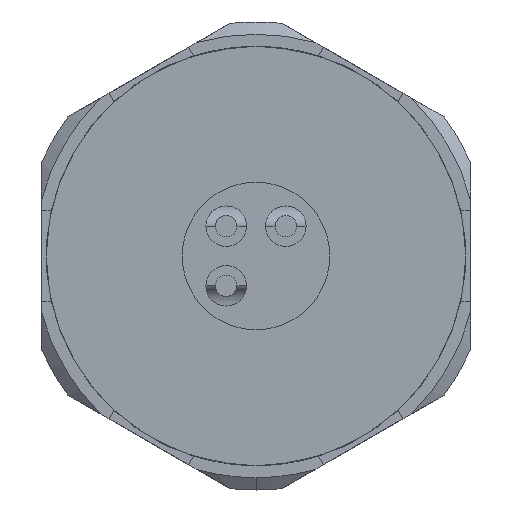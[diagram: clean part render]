
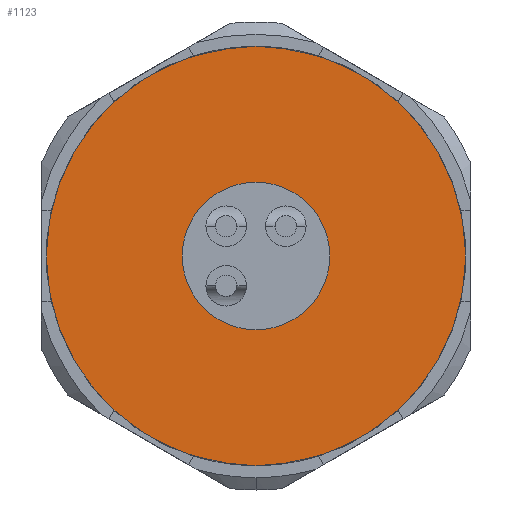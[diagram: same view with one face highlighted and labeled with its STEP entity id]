
A CAD part, left-side view. The second image highlights one B-rep face of the part: STEP entity #1123.
In plain terms, the highlighted planar face has unit normal (-1, 0, 0).
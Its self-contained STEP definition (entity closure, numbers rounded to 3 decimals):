
#280 = ORIENTED_EDGE ( 'NONE', *, *, #695, .T. ) ;
#466 = PLANE ( 'NONE',  #3833 ) ;
#695 = EDGE_CURVE ( 'NONE', #2043, #6746, #4164, .T. ) ;
#1029 = CARTESIAN_POINT ( 'NONE',  ( -5.202, 0., 0. ) ) ;
#1123 = ADVANCED_FACE ( 'NONE', ( #5420, #2695 ), #466, .T. ) ;
#1132 = EDGE_LOOP ( 'NONE', ( #6475, #6504 ) ) ;
#1710 = DIRECTION ( 'NONE',  ( 0., 0., 1. ) ) ;
#1781 = CARTESIAN_POINT ( 'NONE',  ( -5.202, 0., 0. ) ) ;
#2007 = DIRECTION ( 'NONE',  ( 0., 0., 1. ) ) ;
#2043 = VERTEX_POINT ( 'NONE', #7030 ) ;
#2403 = AXIS2_PLACEMENT_3D ( 'NONE', #7349, #7367, #7378 ) ;
#2465 = DIRECTION ( 'NONE',  ( 0., 0., 1. ) ) ;
#2695 = FACE_BOUND ( 'NONE', #3747, .T. ) ;
#3053 = DIRECTION ( 'NONE',  ( -1., 0., 0. ) ) ;
#3747 = EDGE_LOOP ( 'NONE', ( #280, #5200 ) ) ;
#3833 = AXIS2_PLACEMENT_3D ( 'NONE', #4746, #6018, #2007 ) ;
#3964 = AXIS2_PLACEMENT_3D ( 'NONE', #1781, #6483, #2465 ) ;
#4164 = CIRCLE ( 'NONE', #2403, 1.55 ) ;
#4746 = CARTESIAN_POINT ( 'NONE',  ( -5.202, 0., 0. ) ) ;
#4914 = AXIS2_PLACEMENT_3D ( 'NONE', #1029, #5725, #1710 ) ;
#5200 = ORIENTED_EDGE ( 'NONE', *, *, #6179, .T. ) ;
#5279 = CIRCLE ( 'NONE', #4914, 1.55 ) ;
#5420 = FACE_OUTER_BOUND ( 'NONE', #1132, .T. ) ;
#5608 = CARTESIAN_POINT ( 'NONE',  ( -5.202, 0., 4.4 ) ) ;
#5725 = DIRECTION ( 'NONE',  ( 1., 0., 0. ) ) ;
#5801 = VERTEX_POINT ( 'NONE', #5608 ) ;
#5875 = EDGE_CURVE ( 'NONE', #8480, #5801, #6552, .T. ) ;
#5987 = AXIS2_PLACEMENT_3D ( 'NONE', #7110, #3053, #7803 ) ;
#6018 = DIRECTION ( 'NONE',  ( -1., 0., 0. ) ) ;
#6179 = EDGE_CURVE ( 'NONE', #6746, #2043, #5279, .T. ) ;
#6443 = CIRCLE ( 'NONE', #3964, 4.4 ) ;
#6475 = ORIENTED_EDGE ( 'NONE', *, *, #7058, .T. ) ;
#6483 = DIRECTION ( 'NONE',  ( -1., 0., 0. ) ) ;
#6504 = ORIENTED_EDGE ( 'NONE', *, *, #5875, .T. ) ;
#6552 = CIRCLE ( 'NONE', #5987, 4.4 ) ;
#6746 = VERTEX_POINT ( 'NONE', #8244 ) ;
#7030 = CARTESIAN_POINT ( 'NONE',  ( -5.202, 0., 1.55 ) ) ;
#7058 = EDGE_CURVE ( 'NONE', #5801, #8480, #6443, .T. ) ;
#7110 = CARTESIAN_POINT ( 'NONE',  ( -5.202, 0., 0. ) ) ;
#7349 = CARTESIAN_POINT ( 'NONE',  ( -5.202, 0., 0. ) ) ;
#7367 = DIRECTION ( 'NONE',  ( 1., 0., 0. ) ) ;
#7378 = DIRECTION ( 'NONE',  ( 0., 0., 1. ) ) ;
#7586 = CARTESIAN_POINT ( 'NONE',  ( -5.202, 0., -4.4 ) ) ;
#7803 = DIRECTION ( 'NONE',  ( 0., 0., 1. ) ) ;
#8244 = CARTESIAN_POINT ( 'NONE',  ( -5.202, 0., -1.55 ) ) ;
#8480 = VERTEX_POINT ( 'NONE', #7586 ) ;
